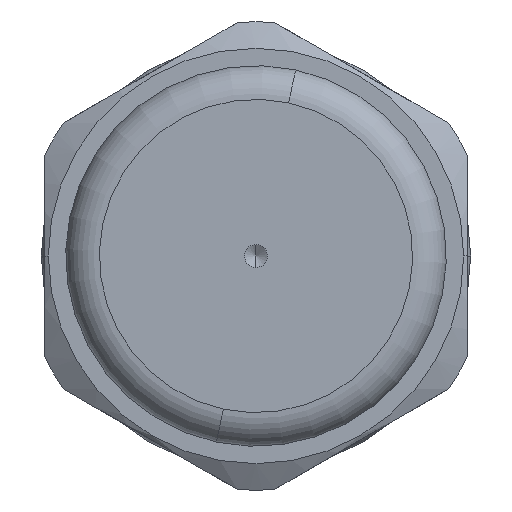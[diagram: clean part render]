
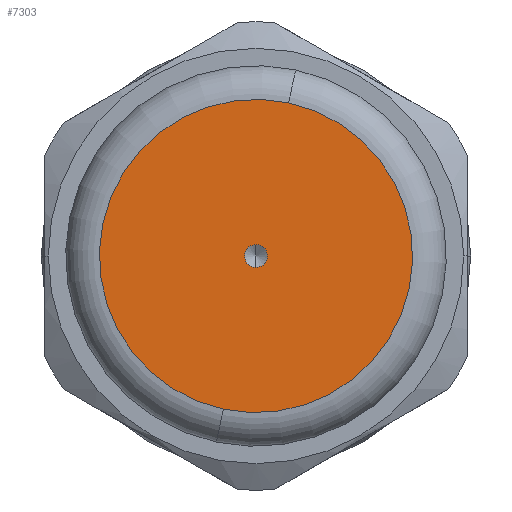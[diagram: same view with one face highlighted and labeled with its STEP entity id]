
A CAD part, left-side view. The second image highlights one B-rep face of the part: STEP entity #7303.
In plain terms, the highlighted planar face has unit normal (-1, 0, 0).
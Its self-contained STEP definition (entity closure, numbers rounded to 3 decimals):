
#782 = ORIENTED_EDGE ( 'NONE', *, *, #9187, .F. ) ;
#888 = DIRECTION ( 'NONE',  ( 1., 0., 0. ) ) ;
#1248 = CIRCLE ( 'NONE', #10837, 8.23 ) ;
#1567 = CIRCLE ( 'NONE', #7065, 0.6 ) ;
#1944 = ORIENTED_EDGE ( 'NONE', *, *, #14667, .T. ) ;
#3772 = DIRECTION ( 'NONE',  ( 1., 0., 0. ) ) ;
#3903 = PLANE ( 'NONE',  #15324 ) ;
#4239 = CARTESIAN_POINT ( 'NONE',  ( -64.112, -0.125, 0.587 ) ) ;
#4684 = EDGE_CURVE ( 'NONE', #7374, #8708, #1248, .T. ) ;
#5906 = EDGE_LOOP ( 'NONE', ( #14889, #1944 ) ) ;
#6444 = DIRECTION ( 'NONE',  ( 1., 0., 0. ) ) ;
#6511 = CARTESIAN_POINT ( 'NONE',  ( -64.112, -1.716, 8.049 ) ) ;
#6962 = ORIENTED_EDGE ( 'NONE', *, *, #4684, .F. ) ;
#7065 = AXIS2_PLACEMENT_3D ( 'NONE', #11862, #10624, #17700 ) ;
#7303 = ADVANCED_FACE ( 'NONE', ( #17922, #17712 ), #3903, .T. ) ;
#7374 = VERTEX_POINT ( 'NONE', #6511 ) ;
#7990 = CIRCLE ( 'NONE', #15506, 0.6 ) ;
#8346 = CIRCLE ( 'NONE', #11247, 8.23 ) ;
#8708 = VERTEX_POINT ( 'NONE', #18212 ) ;
#9152 = EDGE_CURVE ( 'NONE', #10500, #13989, #1567, .T. ) ;
#9187 = EDGE_CURVE ( 'NONE', #8708, #7374, #8346, .T. ) ;
#9427 = DIRECTION ( 'NONE',  ( -1., 0., 0. ) ) ;
#10500 = VERTEX_POINT ( 'NONE', #13169 ) ;
#10561 = DIRECTION ( 'NONE',  ( 0., 0.208, -0.978 ) ) ;
#10624 = DIRECTION ( 'NONE',  ( 1., 0., 0. ) ) ;
#10837 = AXIS2_PLACEMENT_3D ( 'NONE', #12216, #3772, #16410 ) ;
#11247 = AXIS2_PLACEMENT_3D ( 'NONE', #16243, #888, #10561 ) ;
#11862 = CARTESIAN_POINT ( 'NONE',  ( -64.112, 0., 0. ) ) ;
#12167 = DIRECTION ( 'NONE',  ( 0., 0.208, -0.978 ) ) ;
#12216 = CARTESIAN_POINT ( 'NONE',  ( -64.112, 0., 0. ) ) ;
#13169 = CARTESIAN_POINT ( 'NONE',  ( -64.112, 0.125, -0.587 ) ) ;
#13697 = DIRECTION ( 'NONE',  ( 0., -0.208, 0.978 ) ) ;
#13989 = VERTEX_POINT ( 'NONE', #4239 ) ;
#14042 = EDGE_LOOP ( 'NONE', ( #782, #6962 ) ) ;
#14667 = EDGE_CURVE ( 'NONE', #13989, #10500, #7990, .T. ) ;
#14889 = ORIENTED_EDGE ( 'NONE', *, *, #9152, .T. ) ;
#15244 = CARTESIAN_POINT ( 'NONE',  ( -64.112, 0., 0. ) ) ;
#15319 = CARTESIAN_POINT ( 'NONE',  ( -64.112, 0.125, -0.587 ) ) ;
#15324 = AXIS2_PLACEMENT_3D ( 'NONE', #15319, #9427, #13697 ) ;
#15506 = AXIS2_PLACEMENT_3D ( 'NONE', #15244, #6444, #12167 ) ;
#16243 = CARTESIAN_POINT ( 'NONE',  ( -64.112, 0., 0. ) ) ;
#16410 = DIRECTION ( 'NONE',  ( 0., 0.208, -0.978 ) ) ;
#17700 = DIRECTION ( 'NONE',  ( 0., 0.208, -0.978 ) ) ;
#17712 = FACE_OUTER_BOUND ( 'NONE', #14042, .T. ) ;
#17922 = FACE_BOUND ( 'NONE', #5906, .T. ) ;
#18212 = CARTESIAN_POINT ( 'NONE',  ( -64.112, 1.716, -8.049 ) ) ;
